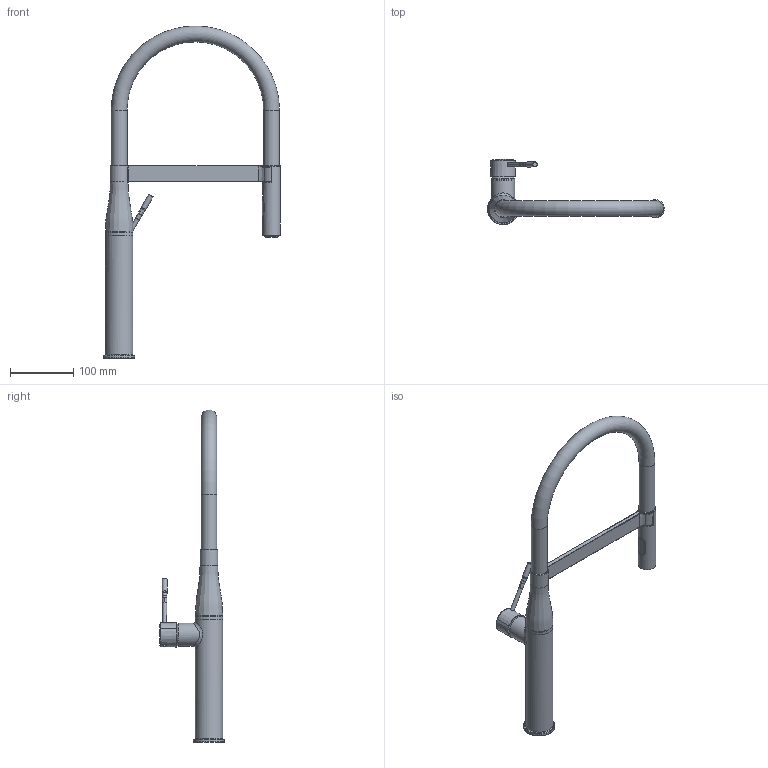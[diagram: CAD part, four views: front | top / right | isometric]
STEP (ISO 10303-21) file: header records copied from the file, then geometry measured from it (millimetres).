
FILE_DESCRIPTION(/* description */ ('Unknown'),/* implementation_level */ '2;1');
FILE_NAME(/* name */ '30294000',/* time_stamp */ '2022-09-07T05:11:32+02:00',/* author */ ('Unknown'),/* organization */ ('GROHE AG'),/* preprocessor_version */ 'ST-DEVELOPER v16.7',/* originating_system */ 'DEX',/* authorisation */ $);
FILE_SCHEMA (('AUTOMOTIVE_DESIGN {1 0 10303 214 3 1 1}'));
Length unit declared in the file: millimetre
Products named in the file (10): 30294000; 150218_EssencePro_Arm_A2_Lob; 30294000_0; P23012-04; P22012-01-20160804; P22012-04; 30294000_1; A4286221-2; Document
Assembly tree (9 placements, depth 2):
  30294000
    150218_EssencePro_Arm_A2_Lob
    30294000
    30294000_0
    P23012-04
    P22012-01-20160804
    P22012-04
    30294000_1
    A4286221-2
    Document
Bounding box: 278.55 x 102.4 x 523.04 mm (x, y, z)
Volume: 798250.4 mm3; surface area: 149310.2 mm2
Topology: 9 solids, 11 shells, 1330 faces, 3799 edges, 2430 vertices
Faces by surface type: plane 318, bspline 267, cone 247, torus 238, cylinder 236, sphere 24
Full cylindrical faces by diameter (mm): 5.5 x1, 6 x1, 6.35 x1, 7.364 x1, 8.1 x1, 12 x1, 19.6 x1, 20 x2, 25 x2, 28 x1, 33.4 x1, 36.343 x1, 37 x1, 38.376 x1, 40.2 x1, 43.047 x2, 49 x1
Entity records: 65885 total; most frequent: CARTESIAN_POINT 26486, ORIENTED_EDGE 7354, DIRECTION 5915, EDGE_CURVE 3677, AXIS2_PLACEMENT_3D 2528, VERTEX_POINT 2410, EDGE_LOOP 1453, FACE_BOUND 1453
